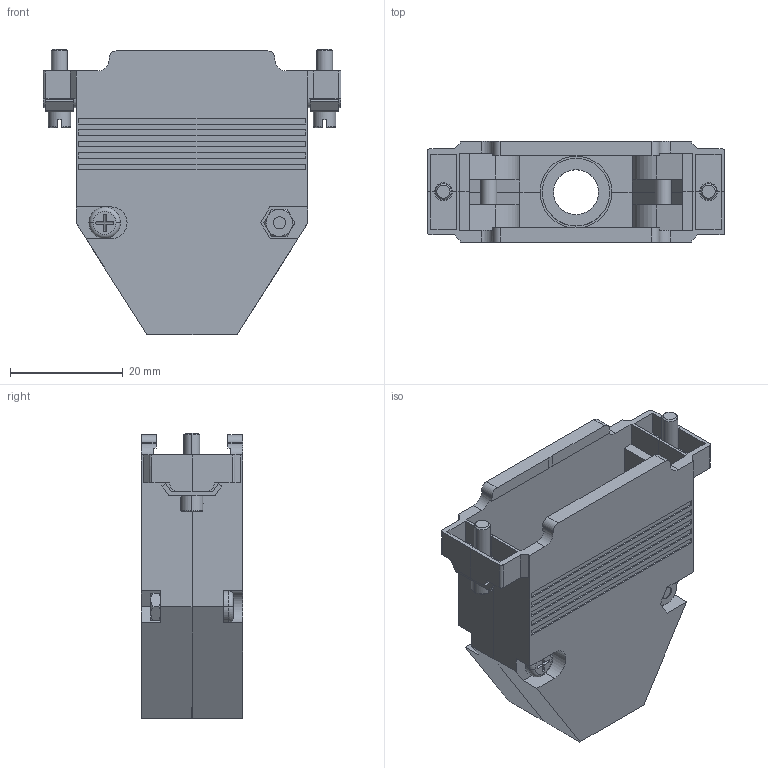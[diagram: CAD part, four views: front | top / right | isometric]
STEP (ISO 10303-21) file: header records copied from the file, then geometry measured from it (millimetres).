
FILE_DESCRIPTION (( 'STEP AP203' ), '1' );
FILE_NAME ('SDC25AG.STEP', '2006-06-30T18:53:23', ( ' ' ), ( ' ' ), 'SwSTEP 2.0', 'SolidWorks 2005354', '' );
FILE_SCHEMA (( 'CONFIG_CONTROL_DESIGN' ));
Length unit declared in the file: inch
Products named in the file (7): 3AA01-009_3AA01-009-437; 3AA10-001; SDC25G-MA1_SDC25G-4; SDC25AG; 3AA01-003_3AA01-003-500; 3AA02-005
Assembly tree (11 placements, depth 2):
  SDC25AG
    SDC25AG  x2
    3AA10-001  x2
    SDC25G-MA1_SDC25G-4
    3AA01-009_3AA01-009-437  x2
    3AA01-003_3AA01-003-500  x2
    3AA02-005  x2
Bounding box: 52.83 x 17.93 x 50.62 mm (x, y, z)
Volume: 12618.6 mm3; surface area: 14403.1 mm2
Topology: 11 solids, 11 shells, 403 faces, 1034 edges, 670 vertices
Faces by surface type: plane 252, cylinder 99, cone 42, torus 10
Entity records: 7275 total; most frequent: CARTESIAN_POINT 1287, DIRECTION 1066, ORIENTED_EDGE 1058, EDGE_CURVE 529, VECTOR 358, LINE 358, AXIS2_PLACEMENT_3D 354, VERTEX_POINT 343
